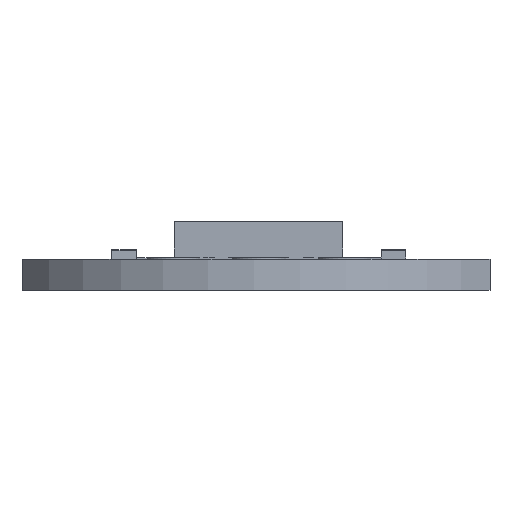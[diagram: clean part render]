
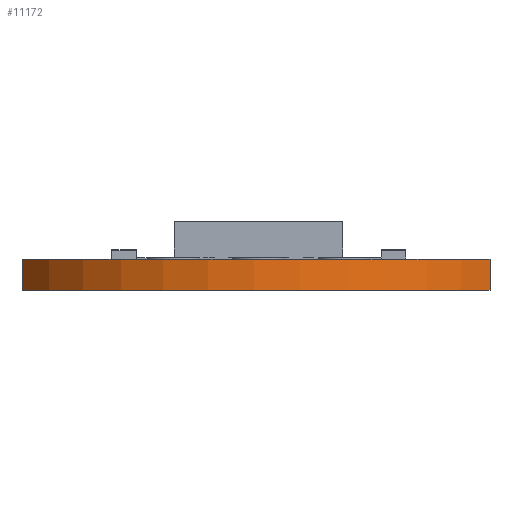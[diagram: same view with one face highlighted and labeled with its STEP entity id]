
A CAD part, front view. The second image highlights one B-rep face of the part: STEP entity #11172.
In plain terms, the highlighted cylindrical face has radius 8.873 mm (diameter 17.746 mm), a partial arc.
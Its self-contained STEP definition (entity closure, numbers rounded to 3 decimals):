
#10808 = PLANE('',#10809);
#10809 = AXIS2_PLACEMENT_3D('',#10810,#10811,#10812);
#10810 = CARTESIAN_POINT('',(1.403,-3.288,-1.));
#10811 = DIRECTION('',(0.,0.,1.));
#10812 = DIRECTION('',(1.,0.,-0.));
#10866 = VERTEX_POINT('',#10867);
#10867 = CARTESIAN_POINT('',(8.903,-7.947,-1.));
#10881 = PLANE('',#10882);
#10882 = AXIS2_PLACEMENT_3D('',#10883,#10884,#10885);
#10883 = CARTESIAN_POINT('',(8.903,2.452,0.));
#10884 = DIRECTION('',(1.,0.,0.));
#10885 = DIRECTION('',(0.,-1.,0.));
#10893 = EDGE_CURVE('',#10866,#10894,#10896,.T.);
#10894 = VERTEX_POINT('',#10895);
#10895 = CARTESIAN_POINT('',(-6.097,-7.735,-1.));
#10896 = SURFACE_CURVE('',#10897,(#10902,#10913),.PCURVE_S1.);
#10897 = CIRCLE('',#10898,8.873);
#10898 = AXIS2_PLACEMENT_3D('',#10899,#10900,#10901);
#10899 = CARTESIAN_POINT('',(1.47,-3.101,-1.));
#10900 = DIRECTION('',(0.,0.,-1.));
#10901 = DIRECTION('',(-0.853,-0.522,-0.));
#10902 = PCURVE('',#10808,#10903);
#10903 = DEFINITIONAL_REPRESENTATION('',(#10904),#10912);
#10904 = ( BOUNDED_CURVE() B_SPLINE_CURVE(2,(#10905,#10906,#10907,#10908
    ,#10909,#10910,#10911),.UNSPECIFIED.,.T.,.F.) 
B_SPLINE_CURVE_WITH_KNOTS((1,2,2,2,2,1),(-2.094,0.,
    2.094,4.189,6.283,8.378),
.UNSPECIFIED.) CURVE() GEOMETRIC_REPRESENTATION_ITEM() 
RATIONAL_B_SPLINE_CURVE((1.,0.5,1.,0.5,1.,0.5,1.)) REPRESENTATION_ITEM(
  '') );
#10905 = CARTESIAN_POINT('',(-7.5,-4.448));
#10906 = CARTESIAN_POINT('',(-15.526,8.659));
#10907 = CARTESIAN_POINT('',(-0.163,9.057));
#10908 = CARTESIAN_POINT('',(15.201,9.455));
#10909 = CARTESIAN_POINT('',(7.864,-4.05));
#10910 = CARTESIAN_POINT('',(0.526,-17.554));
#10911 = CARTESIAN_POINT('',(-7.5,-4.448));
#10912 = ( GEOMETRIC_REPRESENTATION_CONTEXT(2) 
PARAMETRIC_REPRESENTATION_CONTEXT() REPRESENTATION_CONTEXT('2D SPACE',''
  ) );
#10913 = PCURVE('',#10914,#10919);
#10914 = CYLINDRICAL_SURFACE('',#10915,8.873);
#10915 = AXIS2_PLACEMENT_3D('',#10916,#10917,#10918);
#10916 = CARTESIAN_POINT('',(1.47,-3.101,0.));
#10917 = DIRECTION('',(0.,0.,-1.));
#10918 = DIRECTION('',(-0.853,-0.522,-0.));
#10919 = DEFINITIONAL_REPRESENTATION('',(#10920),#10924);
#10920 = LINE('',#10921,#10922);
#10921 = CARTESIAN_POINT('',(0.,1.));
#10922 = VECTOR('',#10923,1.);
#10923 = DIRECTION('',(1.,0.));
#10924 = ( GEOMETRIC_REPRESENTATION_CONTEXT(2) 
PARAMETRIC_REPRESENTATION_CONTEXT() REPRESENTATION_CONTEXT('2D SPACE',''
  ) );
#10942 = PLANE('',#10943);
#10943 = AXIS2_PLACEMENT_3D('',#10944,#10945,#10946);
#10944 = CARTESIAN_POINT('',(-6.097,-7.735,0.));
#10945 = DIRECTION('',(-1.,0.,0.));
#10946 = DIRECTION('',(0.,1.,0.));
#11069 = PLANE('',#11070);
#11070 = AXIS2_PLACEMENT_3D('',#11071,#11072,#11073);
#11071 = CARTESIAN_POINT('',(1.403,-3.288,0.));
#11072 = DIRECTION('',(0.,0.,1.));
#11073 = DIRECTION('',(1.,0.,-0.));
#11128 = VERTEX_POINT('',#11129);
#11129 = CARTESIAN_POINT('',(8.903,-7.947,0.));
#11150 = EDGE_CURVE('',#11128,#10866,#11151,.T.);
#11151 = SURFACE_CURVE('',#11152,(#11156,#11163),.PCURVE_S1.);
#11152 = LINE('',#11153,#11154);
#11153 = CARTESIAN_POINT('',(8.903,-7.947,0.));
#11154 = VECTOR('',#11155,1.);
#11155 = DIRECTION('',(0.,0.,-1.));
#11156 = PCURVE('',#10881,#11157);
#11157 = DEFINITIONAL_REPRESENTATION('',(#11158),#11162);
#11158 = LINE('',#11159,#11160);
#11159 = CARTESIAN_POINT('',(10.399,0.));
#11160 = VECTOR('',#11161,1.);
#11161 = DIRECTION('',(0.,1.));
#11162 = ( GEOMETRIC_REPRESENTATION_CONTEXT(2) 
PARAMETRIC_REPRESENTATION_CONTEXT() REPRESENTATION_CONTEXT('2D SPACE',''
  ) );
#11163 = PCURVE('',#10914,#11164);
#11164 = DEFINITIONAL_REPRESENTATION('',(#11165),#11169);
#11165 = LINE('',#11166,#11167);
#11166 = CARTESIAN_POINT('',(4.269,0.));
#11167 = VECTOR('',#11168,1.);
#11168 = DIRECTION('',(0.,1.));
#11169 = ( GEOMETRIC_REPRESENTATION_CONTEXT(2) 
PARAMETRIC_REPRESENTATION_CONTEXT() REPRESENTATION_CONTEXT('2D SPACE',''
  ) );
#11172 = ADVANCED_FACE('',(#11173),#10914,.T.);
#11173 = FACE_BOUND('',#11174,.T.);
#11174 = EDGE_LOOP('',(#11175,#11199,#11220,#11221));
#11175 = ORIENTED_EDGE('',*,*,#11176,.F.);
#11176 = EDGE_CURVE('',#11177,#11128,#11179,.T.);
#11177 = VERTEX_POINT('',#11178);
#11178 = CARTESIAN_POINT('',(-6.097,-7.735,0.));
#11179 = SURFACE_CURVE('',#11180,(#11185,#11192),.PCURVE_S1.);
#11180 = CIRCLE('',#11181,8.873);
#11181 = AXIS2_PLACEMENT_3D('',#11182,#11183,#11184);
#11182 = CARTESIAN_POINT('',(1.47,-3.101,0.));
#11183 = DIRECTION('',(0.,0.,1.));
#11184 = DIRECTION('',(-0.853,-0.522,0.));
#11185 = PCURVE('',#10914,#11186);
#11186 = DEFINITIONAL_REPRESENTATION('',(#11187),#11191);
#11187 = LINE('',#11188,#11189);
#11188 = CARTESIAN_POINT('',(6.283,-0.));
#11189 = VECTOR('',#11190,1.);
#11190 = DIRECTION('',(-1.,0.));
#11191 = ( GEOMETRIC_REPRESENTATION_CONTEXT(2) 
PARAMETRIC_REPRESENTATION_CONTEXT() REPRESENTATION_CONTEXT('2D SPACE',''
  ) );
#11192 = PCURVE('',#11069,#11193);
#11193 = DEFINITIONAL_REPRESENTATION('',(#11194),#11198);
#11194 = CIRCLE('',#11195,8.873);
#11195 = AXIS2_PLACEMENT_2D('',#11196,#11197);
#11196 = CARTESIAN_POINT('',(0.067,0.187));
#11197 = DIRECTION('',(-0.853,-0.522));
#11198 = ( GEOMETRIC_REPRESENTATION_CONTEXT(2) 
PARAMETRIC_REPRESENTATION_CONTEXT() REPRESENTATION_CONTEXT('2D SPACE',''
  ) );
#11199 = ORIENTED_EDGE('',*,*,#11200,.T.);
#11200 = EDGE_CURVE('',#11177,#10894,#11201,.T.);
#11201 = SURFACE_CURVE('',#11202,(#11206,#11213),.PCURVE_S1.);
#11202 = LINE('',#11203,#11204);
#11203 = CARTESIAN_POINT('',(-6.097,-7.735,0.));
#11204 = VECTOR('',#11205,1.);
#11205 = DIRECTION('',(0.,0.,-1.));
#11206 = PCURVE('',#10914,#11207);
#11207 = DEFINITIONAL_REPRESENTATION('',(#11208),#11212);
#11208 = LINE('',#11209,#11210);
#11209 = CARTESIAN_POINT('',(6.283,-0.));
#11210 = VECTOR('',#11211,1.);
#11211 = DIRECTION('',(0.,1.));
#11212 = ( GEOMETRIC_REPRESENTATION_CONTEXT(2) 
PARAMETRIC_REPRESENTATION_CONTEXT() REPRESENTATION_CONTEXT('2D SPACE',''
  ) );
#11213 = PCURVE('',#10942,#11214);
#11214 = DEFINITIONAL_REPRESENTATION('',(#11215),#11219);
#11215 = LINE('',#11216,#11217);
#11216 = CARTESIAN_POINT('',(0.,0.));
#11217 = VECTOR('',#11218,1.);
#11218 = DIRECTION('',(0.,1.));
#11219 = ( GEOMETRIC_REPRESENTATION_CONTEXT(2) 
PARAMETRIC_REPRESENTATION_CONTEXT() REPRESENTATION_CONTEXT('2D SPACE',''
  ) );
#11220 = ORIENTED_EDGE('',*,*,#10893,.F.);
#11221 = ORIENTED_EDGE('',*,*,#11150,.F.);
